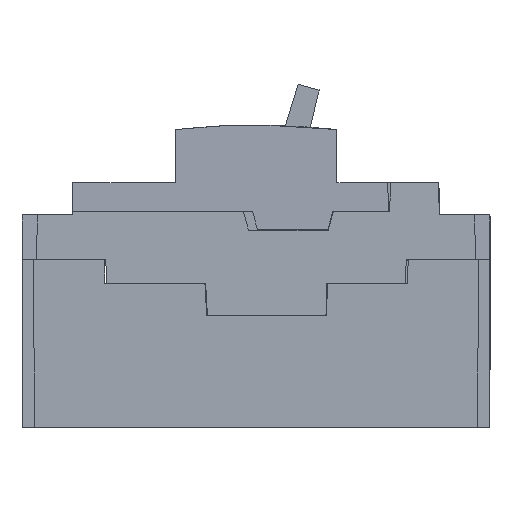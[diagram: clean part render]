
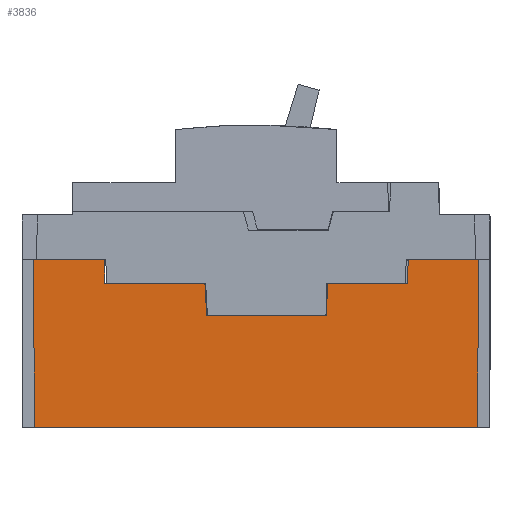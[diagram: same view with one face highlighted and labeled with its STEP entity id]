
A CAD part, top view. The second image highlights one B-rep face of the part: STEP entity #3836.
In plain terms, the highlighted planar face has unit normal (0, 0, 1).
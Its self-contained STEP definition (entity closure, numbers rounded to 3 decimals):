
#1088=DIRECTION('',(-1.,0.,0.));
#1089=VECTOR('',#1088,27.806);
#1090=CARTESIAN_POINT('',(-14.194,39.5,37.4));
#1091=LINE('4586307',#1090,#1089);
#1200=DIRECTION('',(0.,1.,0.));
#1201=VECTOR('',#1200,6.6);
#1202=CARTESIAN_POINT('',(-42.,39.5,37.4));
#1203=LINE('4640711',#1202,#1201);
#1207=DIRECTION('',(1.,0.,0.));
#1208=VECTOR('',#1207,123.275);
#1209=CARTESIAN_POINT('',(-61.637,-0.5,37.4));
#1210=LINE('4642342',#1209,#1208);
#1214=DIRECTION('',(-0.003,1.,0.));
#1215=VECTOR('',#1214,46.6);
#1216=CARTESIAN_POINT('',(-61.637,-0.5,37.4));
#1217=LINE('4642409',#1216,#1215);
#1221=DIRECTION('',(0.052,-0.999,0.));
#1222=VECTOR('',#1221,9.012);
#1223=CARTESIAN_POINT('',(-14.194,39.5,37.4));
#1224=LINE('4531639',#1223,#1222);
#1228=DIRECTION('',(1.,0.,0.));
#1229=VECTOR('',#1228,33.222);
#1230=CARTESIAN_POINT('',(-13.722,30.5,37.4));
#1231=LINE('4621109',#1230,#1229);
#1235=DIRECTION('',(0.003,1.,0.));
#1236=VECTOR('',#1235,46.6);
#1237=CARTESIAN_POINT('',(61.637,-0.5,37.4));
#1238=LINE('4642377',#1237,#1236);
#1256=DIRECTION('',(-1.,0.,0.));
#1257=VECTOR('',#1256,19.8);
#1258=CARTESIAN_POINT('',(-42.,46.1,37.4));
#1259=LINE('4640712',#1258,#1257);
#1438=DIRECTION('',(0.052,0.999,0.));
#1439=VECTOR('',#1438,9.012);
#1440=CARTESIAN_POINT('',(19.5,30.5,37.4));
#1441=LINE('4621095',#1440,#1439);
#1445=DIRECTION('',(-1.,0.,0.));
#1446=VECTOR('',#1445,22.028);
#1447=CARTESIAN_POINT('',(42.,39.5,37.4));
#1448=LINE('4621100',#1447,#1446);
#1466=DIRECTION('',(0.052,0.999,0.));
#1467=VECTOR('',#1466,6.609);
#1468=CARTESIAN_POINT('',(42.,39.5,37.4));
#1469=LINE('4621101',#1468,#1467);
#1480=DIRECTION('',(1.,0.,0.));
#1481=VECTOR('',#1480,19.454);
#1482=CARTESIAN_POINT('',(42.346,46.1,37.4));
#1483=LINE('4621099',#1482,#1481);
#2672=CARTESIAN_POINT('',(-14.194,39.5,37.4));
#2673=CARTESIAN_POINT('',(-13.722,30.5,37.4));
#2674=VERTEX_POINT('',#2672);
#2675=VERTEX_POINT('',#2673);
#2726=CARTESIAN_POINT('',(-42.,39.5,37.4));
#2727=VERTEX_POINT('',#2726);
#2780=CARTESIAN_POINT('',(61.8,46.1,37.4));
#2782=VERTEX_POINT('',#2780);
#2784=CARTESIAN_POINT('',(19.5,30.5,37.4));
#2785=CARTESIAN_POINT('',(19.972,39.5,37.4));
#2786=VERTEX_POINT('',#2784);
#2787=VERTEX_POINT('',#2785);
#2788=CARTESIAN_POINT('',(42.346,46.1,37.4));
#2789=VERTEX_POINT('',#2788);
#2790=CARTESIAN_POINT('',(42.,39.5,37.4));
#2791=VERTEX_POINT('',#2790);
#2920=CARTESIAN_POINT('',(-61.8,46.1,37.4));
#2922=VERTEX_POINT('',#2920);
#2924=CARTESIAN_POINT('',(-42.,46.1,37.4));
#2925=VERTEX_POINT('',#2924);
#2985=CARTESIAN_POINT('',(61.637,-0.5,37.4));
#2987=VERTEX_POINT('',#2985);
#2988=CARTESIAN_POINT('',(-61.637,-0.5,37.4));
#2989=VERTEX_POINT('',#2988);
#3808=CARTESIAN_POINT('',(0.,0.,37.4));
#3809=DIRECTION('',(0.,0.,1.));
#3810=DIRECTION('',(1.,0.,0.));
#3811=AXIS2_PLACEMENT_3D('',#3808,#3809,#3810);
#3812=PLANE('4621078',#3811);
#3813=ORIENTED_EDGE('4642342',*,*,#3259,.F.);
#3815=ORIENTED_EDGE('4642409',*,*,#3814,.T.);
#3817=ORIENTED_EDGE('4640712',*,*,#3816,.F.);
#3818=ORIENTED_EDGE('4640711',*,*,#3800,.F.);
#3819=ORIENTED_EDGE('4586307',*,*,#3738,.F.);
#3821=ORIENTED_EDGE('4531639',*,*,#3820,.T.);
#3823=ORIENTED_EDGE('4621109',*,*,#3822,.T.);
#3825=ORIENTED_EDGE('4621095',*,*,#3824,.T.);
#3827=ORIENTED_EDGE('4621100',*,*,#3826,.F.);
#3829=ORIENTED_EDGE('4621101',*,*,#3828,.T.);
#3831=ORIENTED_EDGE('4621099',*,*,#3830,.T.);
#3833=ORIENTED_EDGE('4642377',*,*,#3832,.F.);
#3834=EDGE_LOOP('4621078',(#3813,#3815,#3817,#3818,#3819,#3821,#3823,#3825,
#3827,#3829,#3831,#3833));
#3835=FACE_OUTER_BOUND('4621078',#3834,.F.);
#3836=ADVANCED_FACE('4621078',(#3835),#3812,.T.);
#3259=EDGE_CURVE('4642342',#2989,#2987,#1210,.T.);
#3738=EDGE_CURVE('4586307',#2674,#2727,#1091,.T.);
#3800=EDGE_CURVE('4640711',#2727,#2925,#1203,.T.);
#3814=EDGE_CURVE('4642409',#2989,#2922,#1217,.T.);
#3816=EDGE_CURVE('4640712',#2925,#2922,#1259,.T.);
#3820=EDGE_CURVE('4531639',#2674,#2675,#1224,.T.);
#3822=EDGE_CURVE('4621109',#2675,#2786,#1231,.T.);
#3824=EDGE_CURVE('4621095',#2786,#2787,#1441,.T.);
#3826=EDGE_CURVE('4621100',#2791,#2787,#1448,.T.);
#3828=EDGE_CURVE('4621101',#2791,#2789,#1469,.T.);
#3830=EDGE_CURVE('4621099',#2789,#2782,#1483,.T.);
#3832=EDGE_CURVE('4642377',#2987,#2782,#1238,.T.);
